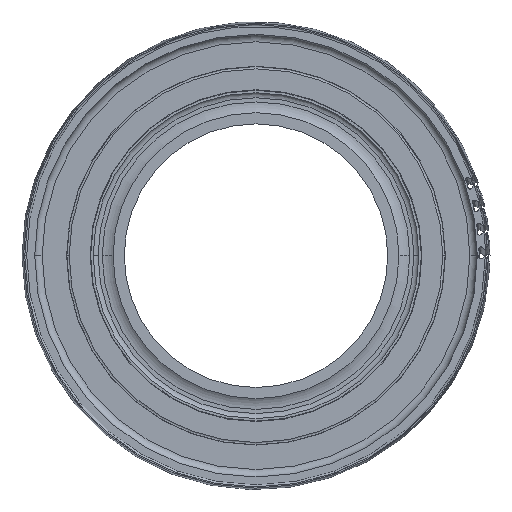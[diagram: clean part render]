
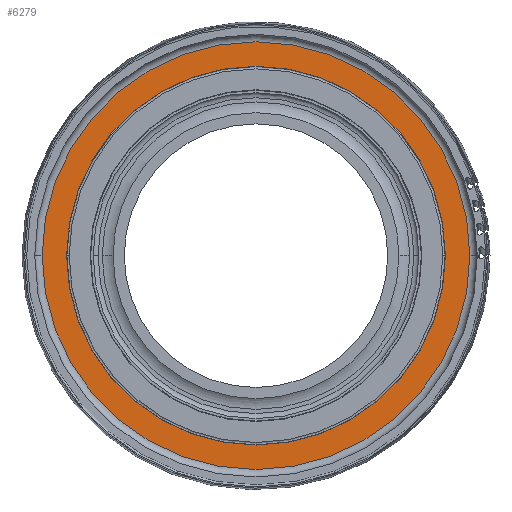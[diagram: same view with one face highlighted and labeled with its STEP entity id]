
A CAD part, top view. The second image highlights one B-rep face of the part: STEP entity #6279.
In plain terms, the highlighted planar face has unit normal (0, 0, 1).
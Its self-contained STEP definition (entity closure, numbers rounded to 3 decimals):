
#424=CARTESIAN_POINT('POINT28',(-13900.,0.,25.));
#425=VERTEX_POINT('VERTEX28',#424);
#435=CARTESIAN_POINT('POINT30',(3300.,
   0.,25.));
#436=VERTEX_POINT('VERTEX30',#435);
#437=CARTESIAN_POINT('POS23',(-5300.,0.,25.))
   ;
#438=DIRECTION('DIR44',(0.,0.,-1.));
#439=DIRECTION('DIR45',(-1.,0.,0.));
#440=AXIS2_PLACEMENT_3D('AXIS22',#437,#438,#439);
#441=CIRCLE('ELLIPSE14',#440,8600.);
#442=EDGE_CURVE('EDGE34',#436,#425,#441,.F.);
#477=EDGE_CURVE('EDGE38',#425,#436,#441,.F.);
#6255=ORIENTED_EDGE('COEDGE261',*,*,#477,.T.);
#6256=ORIENTED_EDGE('COEDGE262',*,*,#442,.T.);
#6257=EDGE_LOOP('NONE',(#6255,#6256));
#6258=FACE_BOUND('LOOP1',#6257,.T.);
#6259=CARTESIAN_POINT('POINT150',(2316.144,0.,25.)
   );
#6260=VERTEX_POINT('VERTEX150',#6259);
#6261=CARTESIAN_POINT('POINT151',(-12916.144,
   0.,25.));
#6262=VERTEX_POINT('VERTEX151',#6261);
#6263=CARTESIAN_POINT('POS75',(-5300.,0.,25.)
   );
#6264=DIRECTION('DIR136',(0.,0.,1.));
#6265=DIRECTION('DIR137',(-1.,0.,0.));
#6266=AXIS2_PLACEMENT_3D('AXIS62',#6263,#6264,#6265);
#6267=CIRCLE('ELLIPSE36',#6266,7616.144);
#6268=EDGE_CURVE('EDGE189',#6260,#6262,#6267,.T.);
#6269=ORIENTED_EDGE('COEDGE263',*,*,#6268,.F.);
#6270=EDGE_CURVE('EDGE190',#6262,#6260,#6267,.T.);
#6271=ORIENTED_EDGE('COEDGE264',*,*,#6270,.F.);
#6272=EDGE_LOOP('NONE',(#6269,#6271));
#6273=FACE_BOUND('LOOP1',#6272,.T.);
#6274=CARTESIAN_POINT('POS76',(2958.072,0.,25.));
#6275=DIRECTION('DIR138',(0.,0.,-1.));
#6276=DIRECTION('DIR139',(1.,0.,0.));
#6277=AXIS2_PLACEMENT_3D('AXIS63',#6274,#6275,#6276);
#6278=PLANE('PLANE10',#6277);
#6279=ADVANCED_FACE('FACE41',(#6258,#6273),#6278,.F.);
